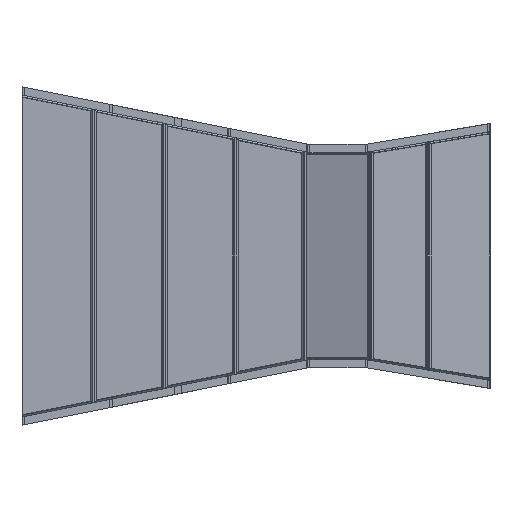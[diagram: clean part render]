
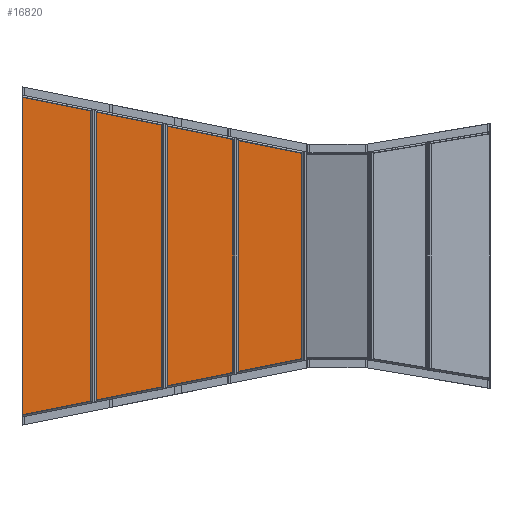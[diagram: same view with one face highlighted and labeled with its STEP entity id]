
A CAD part, front view. The second image highlights one B-rep face of the part: STEP entity #16820.
In plain terms, the highlighted planar face has unit normal (0, -1, 0).
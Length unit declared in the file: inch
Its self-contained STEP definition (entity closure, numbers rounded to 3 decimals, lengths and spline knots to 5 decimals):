
#407 = ORIENTED_EDGE ( 'NONE', *, *, #4236, .F. ) ;
#1094 = DIRECTION ( 'NONE',  ( 0., -1., 0. ) ) ;
#1520 = CARTESIAN_POINT ( 'NONE',  ( -18.04533, -0.25, -60.26403 ) ) ;
#2600 = CARTESIAN_POINT ( 'NONE',  ( -18.04533, -0.25, 60.26403 ) ) ;
#2821 = LINE ( 'NONE', #11020, #5114 ) ;
#3217 = AXIS2_PLACEMENT_3D ( 'NONE', #5700, #1094, #16030 ) ;
#4236 = EDGE_CURVE ( 'NONE', #16786, #13635, #2821, .T. ) ;
#5114 = VECTOR ( 'NONE', #14439, 39.37008 ) ;
#5277 = CARTESIAN_POINT ( 'NONE',  ( -18.04533, -0.25, -93.625 ) ) ;
#5582 = VERTEX_POINT ( 'NONE', #20516 ) ;
#5700 = CARTESIAN_POINT ( 'NONE',  ( -187.99608, -0.25, -93.625 ) ) ;
#6525 = DIRECTION ( 'NONE',  ( -0.981, 0., -0.196 ) ) ;
#7962 = ORIENTED_EDGE ( 'NONE', *, *, #8542, .T. ) ;
#8542 = EDGE_CURVE ( 'NONE', #9674, #13635, #13500, .T. ) ;
#9674 = VERTEX_POINT ( 'NONE', #1520 ) ;
#10161 = LINE ( 'NONE', #15097, #17914 ) ;
#10433 = FACE_OUTER_BOUND ( 'NONE', #10458, .T. ) ;
#10458 = EDGE_LOOP ( 'NONE', ( #13455, #11431, #7962, #407 ) ) ;
#11020 = CARTESIAN_POINT ( 'NONE',  ( -17.95093, -0.25, 60.24514 ) ) ;
#11431 = ORIENTED_EDGE ( 'NONE', *, *, #19522, .F. ) ;
#12067 = CARTESIAN_POINT ( 'NONE',  ( -185.74608, -0.25, -93.625 ) ) ;
#13455 = ORIENTED_EDGE ( 'NONE', *, *, #13493, .F. ) ;
#13493 = EDGE_CURVE ( 'NONE', #5582, #16786, #16918, .T. ) ;
#13500 = LINE ( 'NONE', #5277, #20172 ) ;
#13635 = VERTEX_POINT ( 'NONE', #2600 ) ;
#14439 = DIRECTION ( 'NONE',  ( 0.981, 0., -0.196 ) ) ;
#15097 = CARTESIAN_POINT ( 'NONE',  ( -17.95093, -0.25, -60.24514 ) ) ;
#15388 = DIRECTION ( 'NONE',  ( 0., 0., 1. ) ) ;
#16030 = DIRECTION ( 'NONE',  ( 0., 0., -1. ) ) ;
#16418 = VECTOR ( 'NONE', #20073, 39.37008 ) ;
#16786 = VERTEX_POINT ( 'NONE', #18774 ) ;
#16820 = ADVANCED_FACE ( 'NONE', ( #10433 ), #17154, .T. ) ;
#16918 = LINE ( 'NONE', #12067, #16418 ) ;
#17154 = PLANE ( 'NONE',  #3217 ) ;
#17914 = VECTOR ( 'NONE', #6525, 39.37008 ) ;
#18774 = CARTESIAN_POINT ( 'NONE',  ( -185.74608, -0.25, 93.82992 ) ) ;
#19522 = EDGE_CURVE ( 'NONE', #9674, #5582, #10161, .T. ) ;
#20073 = DIRECTION ( 'NONE',  ( 0., 0., 1. ) ) ;
#20172 = VECTOR ( 'NONE', #15388, 39.37008 ) ;
#20516 = CARTESIAN_POINT ( 'NONE',  ( -185.74608, -0.25, -93.82992 ) ) ;
